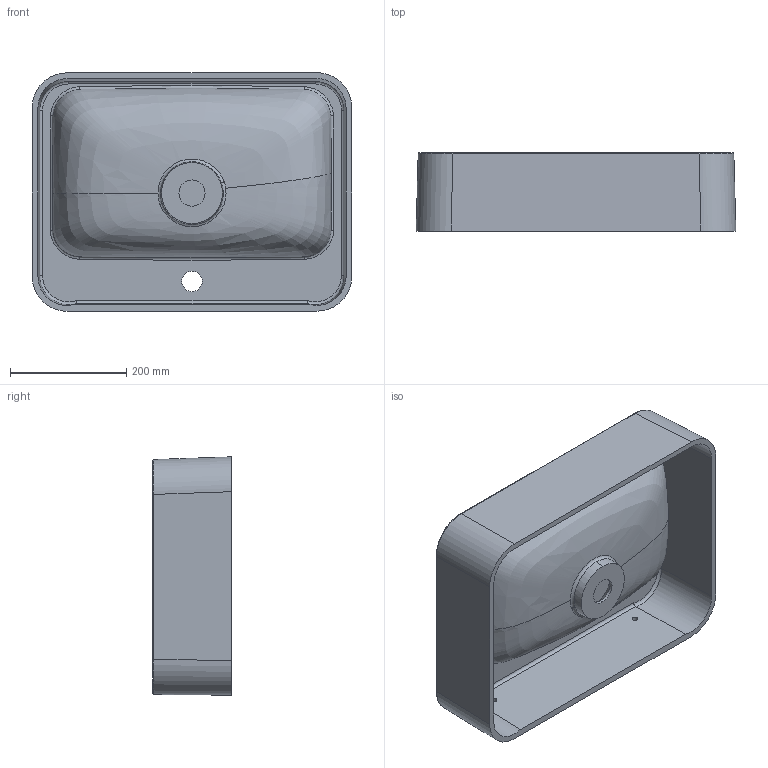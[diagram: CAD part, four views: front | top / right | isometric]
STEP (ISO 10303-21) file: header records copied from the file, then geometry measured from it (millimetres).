
FILE_DESCRIPTION (( 'STEP AP214' ), '1' );
FILE_NAME ('Kelley.STEP', '2020-11-13T12:54:35', ( '' ), ( '' ), 'SwSTEP 2.0', 'SolidWorks 2020', '' );
FILE_SCHEMA (( 'AUTOMOTIVE_DESIGN' ));
Length unit declared in the file: millimetre
Products named in the file (1): Kelley
Bounding box: 550 x 135 x 410 mm (x, y, z)
Volume: 5508818.1 mm3; surface area: 1057937.4 mm2
Topology: 2 solids, 2 shells, 123 faces, 300 edges, 183 vertices
Faces by surface type: bspline 41, cylinder 29, plane 20, torus 19, sphere 8, cone 6
Entity records: 32676 total; most frequent: CARTESIAN_POINT 30045, ORIENTED_EDGE 600, DIRECTION 484, EDGE_CURVE 300, AXIS2_PLACEMENT_3D 214, VERTEX_POINT 183, EDGE_LOOP 133, CIRCLE 131
